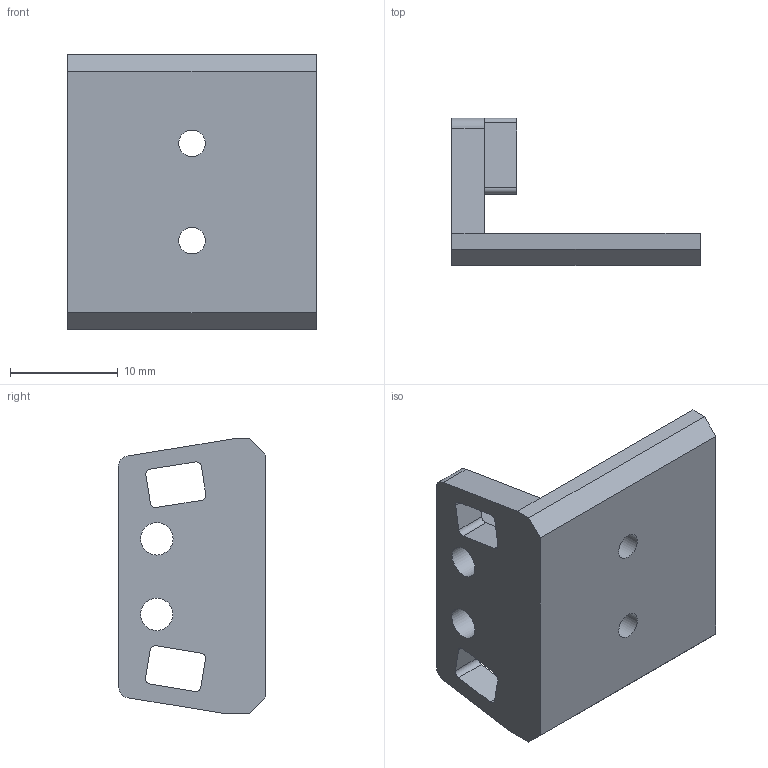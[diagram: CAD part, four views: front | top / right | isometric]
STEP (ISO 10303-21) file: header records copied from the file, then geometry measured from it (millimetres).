
FILE_DESCRIPTION(/* description */ (''),/* implementation_level */ '2;1');
FILE_NAME(/* name */ 'Bakdel finger feste 3D - print.stp',/* time_stamp */ '2025-08-07T17:58:04+02:00',/* author */ ('roone'),/* organization */ (''),/* preprocessor_version */ 'ST-DEVELOPER v20',/* originating_system */ 'Autodesk Inventor 2025',/* authorisation */ '');
FILE_SCHEMA (('AUTOMOTIVE_DESIGN { 1 0 10303 214 3 1 1 }'));
Length unit declared in the file: millimetre
Products named in the file (1): Bakdel finger feste 3D - print
Bounding box: 23 x 13.65 x 25.42 mm (x, y, z)
Volume: 2485.5 mm3; surface area: 2223.4 mm2
Topology: 1 solids, 1 shells, 42 faces, 119 edges, 80 vertices
Faces by surface type: plane 24, cylinder 18
Full cylindrical faces by diameter (mm): 2.459 x2, 3 x2
Entity records: 1449 total; most frequent: CARTESIAN_POINT 242, DIRECTION 241, ORIENTED_EDGE 238, EDGE_CURVE 119, LINE 83, VECTOR 83, VERTEX_POINT 79, AXIS2_PLACEMENT_3D 79
